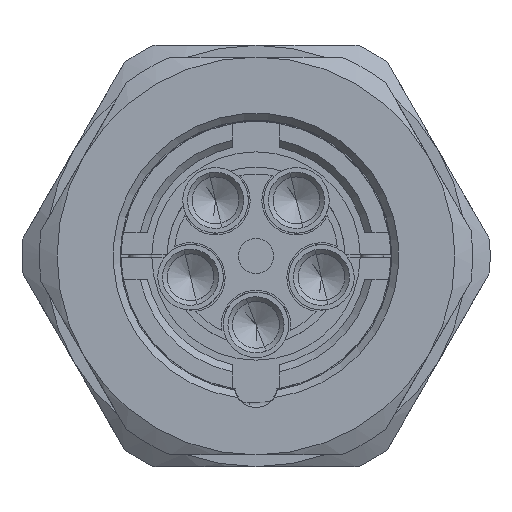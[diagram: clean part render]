
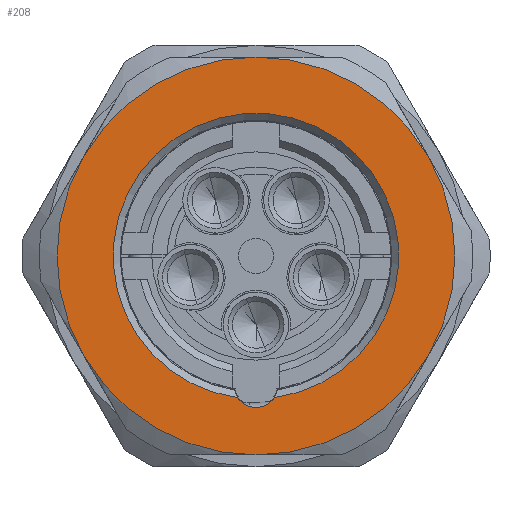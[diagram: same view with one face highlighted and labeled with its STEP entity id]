
A CAD part, front view. The second image highlights one B-rep face of the part: STEP entity #208.
In plain terms, the highlighted planar face has unit normal (0, -1, 0).
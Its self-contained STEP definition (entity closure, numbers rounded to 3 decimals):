
#208 = ADVANCED_FACE ( 'NONE', ( #12339, #6155 ), #5801, .F. ) ;
#386 = VERTEX_POINT ( 'NONE', #10878 ) ;
#447 = CARTESIAN_POINT ( 'NONE',  ( 0., -7.7, -6.475 ) ) ;
#745 = AXIS2_PLACEMENT_3D ( 'NONE', #4209, #11914, #5326 ) ;
#924 = CIRCLE ( 'NONE', #11612, 8.5 ) ;
#1060 = ORIENTED_EDGE ( 'NONE', *, *, #7591, .F. ) ;
#1078 = ORIENTED_EDGE ( 'NONE', *, *, #3561, .T. ) ;
#1455 = CARTESIAN_POINT ( 'NONE',  ( 7.361, -7.7, 4.25 ) ) ;
#1784 = CARTESIAN_POINT ( 'NONE',  ( 0., -7.7, -5.55 ) ) ;
#1936 = EDGE_LOOP ( 'NONE', ( #7006, #12553, #1060 ) ) ;
#1954 = CIRCLE ( 'NONE', #6433, 0.925 ) ;
#2179 = ORIENTED_EDGE ( 'NONE', *, *, #4382, .T. ) ;
#2692 = CARTESIAN_POINT ( 'NONE',  ( 0., -7.7, 0. ) ) ;
#2822 = ORIENTED_EDGE ( 'NONE', *, *, #10452, .T. ) ;
#2874 = DIRECTION ( 'NONE',  ( 0., 0., -1. ) ) ;
#2983 = DIRECTION ( 'NONE',  ( 0., -1., 0. ) ) ;
#3013 = VERTEX_POINT ( 'NONE', #1455 ) ;
#3092 = ORIENTED_EDGE ( 'NONE', *, *, #8807, .T. ) ;
#3108 = AXIS2_PLACEMENT_3D ( 'NONE', #9916, #3324, #11037 ) ;
#3324 = DIRECTION ( 'NONE',  ( 0., 1., 0. ) ) ;
#3327 = DIRECTION ( 'NONE',  ( 0., 0., -1. ) ) ;
#3561 = EDGE_CURVE ( 'NONE', #10438, #9081, #6943, .T. ) ;
#3808 = DIRECTION ( 'NONE',  ( 0., 0., 1. ) ) ;
#3850 = CARTESIAN_POINT ( 'NONE',  ( 0., -7.7, 0. ) ) ;
#4131 = CARTESIAN_POINT ( 'NONE',  ( 0., -7.7, 0. ) ) ;
#4209 = CARTESIAN_POINT ( 'NONE',  ( 0., -7.7, 0. ) ) ;
#4382 = EDGE_CURVE ( 'NONE', #7233, #10438, #12405, .T. ) ;
#4503 = AXIS2_PLACEMENT_3D ( 'NONE', #5643, #6000, #5953 ) ;
#4974 = DIRECTION ( 'NONE',  ( 0., 0., 1. ) ) ;
#4978 = EDGE_LOOP ( 'NONE', ( #2822, #8790, #3092, #2179, #1078, #9053 ) ) ;
#5247 = DIRECTION ( 'NONE',  ( 0., 0., 1. ) ) ;
#5326 = DIRECTION ( 'NONE',  ( 0., 0., -1. ) ) ;
#5349 = AXIS2_PLACEMENT_3D ( 'NONE', #3850, #11567, #4974 ) ;
#5643 = CARTESIAN_POINT ( 'NONE',  ( 0., -7.7, 0. ) ) ;
#5801 = PLANE ( 'NONE',  #4503 ) ;
#5805 = AXIS2_PLACEMENT_3D ( 'NONE', #9571, #2983, #10698 ) ;
#5953 = DIRECTION ( 'NONE',  ( 0., 0., 1. ) ) ;
#5983 = CARTESIAN_POINT ( 'NONE',  ( 0., -7.7, 0. ) ) ;
#6000 = DIRECTION ( 'NONE',  ( 0., 1., 0. ) ) ;
#6155 = FACE_OUTER_BOUND ( 'NONE', #4978, .T. ) ;
#6172 = AXIS2_PLACEMENT_3D ( 'NONE', #13123, #6542, #3327 ) ;
#6433 = AXIS2_PLACEMENT_3D ( 'NONE', #1784, #9482, #2874 ) ;
#6542 = DIRECTION ( 'NONE',  ( 0., -1., 0. ) ) ;
#6943 = CIRCLE ( 'NONE', #745, 8.5 ) ;
#6961 = CARTESIAN_POINT ( 'NONE',  ( 7.361, -7.7, -4.25 ) ) ;
#7006 = ORIENTED_EDGE ( 'NONE', *, *, #12569, .T. ) ;
#7049 = VERTEX_POINT ( 'NONE', #7394 ) ;
#7090 = DIRECTION ( 'NONE',  ( 0., 0., 1. ) ) ;
#7092 = CARTESIAN_POINT ( 'NONE',  ( 0., -7.7, -8.5 ) ) ;
#7233 = VERTEX_POINT ( 'NONE', #10981 ) ;
#7345 = VERTEX_POINT ( 'NONE', #11233 ) ;
#7394 = CARTESIAN_POINT ( 'NONE',  ( 0., -7.7, 8.5 ) ) ;
#7578 = AXIS2_PLACEMENT_3D ( 'NONE', #5983, #13674, #7090 ) ;
#7591 = EDGE_CURVE ( 'NONE', #11310, #13944, #1954, .T. ) ;
#7919 = CIRCLE ( 'NONE', #11902, 8.5 ) ;
#8118 = CIRCLE ( 'NONE', #5349, 8.5 ) ;
#8311 = CIRCLE ( 'NONE', #6172, 0.925 ) ;
#8790 = ORIENTED_EDGE ( 'NONE', *, *, #9620, .T. ) ;
#8807 = EDGE_CURVE ( 'NONE', #7345, #7233, #924, .T. ) ;
#8906 = EDGE_CURVE ( 'NONE', #13944, #386, #8311, .T. ) ;
#9053 = ORIENTED_EDGE ( 'NONE', *, *, #11657, .T. ) ;
#9081 = VERTEX_POINT ( 'NONE', #6961 ) ;
#9179 = CIRCLE ( 'NONE', #3108, 6.1 ) ;
#9482 = DIRECTION ( 'NONE',  ( 0., -1., 0. ) ) ;
#9571 = CARTESIAN_POINT ( 'NONE',  ( 0., -7.7, 0. ) ) ;
#9620 = EDGE_CURVE ( 'NONE', #7049, #7345, #8118, .T. ) ;
#9916 = CARTESIAN_POINT ( 'NONE',  ( 0., -7.7, 0. ) ) ;
#10398 = DIRECTION ( 'NONE',  ( 0., -1., 0. ) ) ;
#10438 = VERTEX_POINT ( 'NONE', #7092 ) ;
#10452 = EDGE_CURVE ( 'NONE', #3013, #7049, #7919, .T. ) ;
#10698 = DIRECTION ( 'NONE',  ( 0., 0., 1. ) ) ;
#10878 = CARTESIAN_POINT ( 'NONE',  ( 0.778, -7.7, -6.05 ) ) ;
#10981 = CARTESIAN_POINT ( 'NONE',  ( -7.361, -7.7, -4.25 ) ) ;
#10990 = CARTESIAN_POINT ( 'NONE',  ( -0.778, -7.7, -6.05 ) ) ;
#11037 = DIRECTION ( 'NONE',  ( 0., 0., 1. ) ) ;
#11233 = CARTESIAN_POINT ( 'NONE',  ( -7.361, -7.7, 4.25 ) ) ;
#11310 = VERTEX_POINT ( 'NONE', #10990 ) ;
#11567 = DIRECTION ( 'NONE',  ( 0., -1., 0. ) ) ;
#11612 = AXIS2_PLACEMENT_3D ( 'NONE', #4131, #11831, #5247 ) ;
#11657 = EDGE_CURVE ( 'NONE', #9081, #3013, #13828, .T. ) ;
#11831 = DIRECTION ( 'NONE',  ( 0., -1., 0. ) ) ;
#11902 = AXIS2_PLACEMENT_3D ( 'NONE', #2692, #10398, #3808 ) ;
#11914 = DIRECTION ( 'NONE',  ( 0., -1., 0. ) ) ;
#12339 = FACE_BOUND ( 'NONE', #1936, .T. ) ;
#12405 = CIRCLE ( 'NONE', #5805, 8.5 ) ;
#12553 = ORIENTED_EDGE ( 'NONE', *, *, #8906, .F. ) ;
#12569 = EDGE_CURVE ( 'NONE', #11310, #386, #9179, .T. ) ;
#13123 = CARTESIAN_POINT ( 'NONE',  ( 0., -7.7, -5.55 ) ) ;
#13674 = DIRECTION ( 'NONE',  ( 0., -1., 0. ) ) ;
#13828 = CIRCLE ( 'NONE', #7578, 8.5 ) ;
#13944 = VERTEX_POINT ( 'NONE', #447 ) ;
